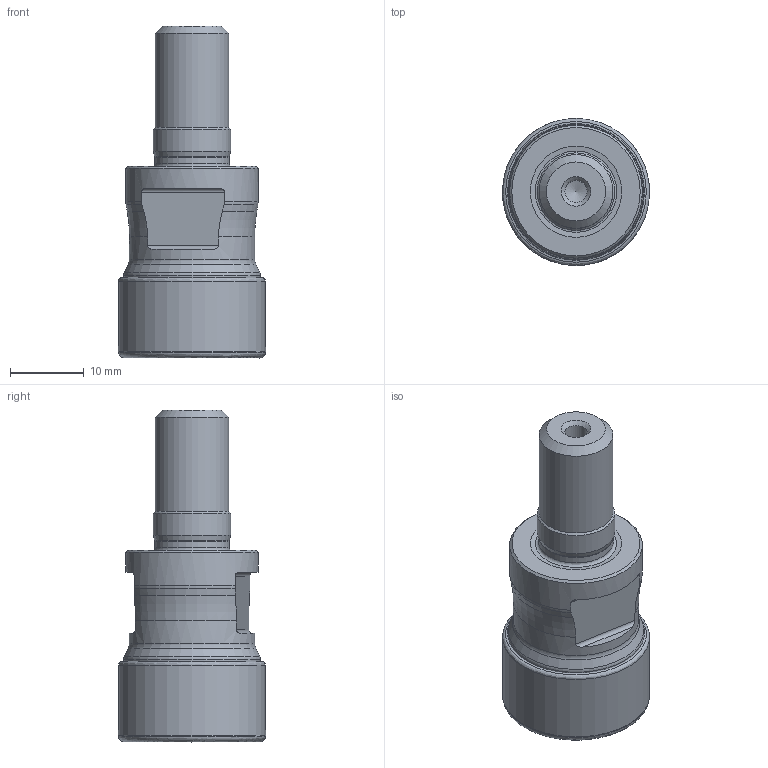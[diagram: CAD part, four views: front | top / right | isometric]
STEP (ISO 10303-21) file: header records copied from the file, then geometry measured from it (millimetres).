
FILE_DESCRIPTION(/* description */ (''),/* implementation_level */ '2;1');
FILE_NAME(/* name */ '202755170ndi000_00.stp',/* time_stamp */ '2019-12-13T07:57:01+01:00',/* author */ (''),/* organization */ (''),/* preprocessor_version */ 'ST-DEVELOPER v16.7',/* originating_system */ 'SIEMENS PLM Software NX 12.0',/* authorisation */ '');
FILE_SCHEMA (('AUTOMOTIVE_DESIGN { 1 0 10303 214 3 1 1 1 }'));
Length unit declared in the file: millimetre
Products named in the file (1): mp5409508212fvbw
Bounding box: 19.94 x 19.94 x 45 mm (x, y, z)
Volume: 10351 mm3; surface area: 4163.1 mm2
Topology: 2 solids, 2 shells, 67 faces, 152 edges, 89 vertices
Faces by surface type: revolution 19, cone 16, torus 11, cylinder 11, plane 10
Full cylindrical faces by diameter (mm): 3 x1, 10 x1, 10.1 x1, 10.5 x1, 17 x1, 18 x1, 18.543 x1
Entity records: 1906 total; most frequent: CARTESIAN_POINT 610, DIRECTION 251, ORIENTED_EDGE 194, EDGE_LOOP 116, AXIS2_PLACEMENT_3D 108, FACE_BOUND 100, EDGE_CURVE 97, VERTEX_POINT 82
